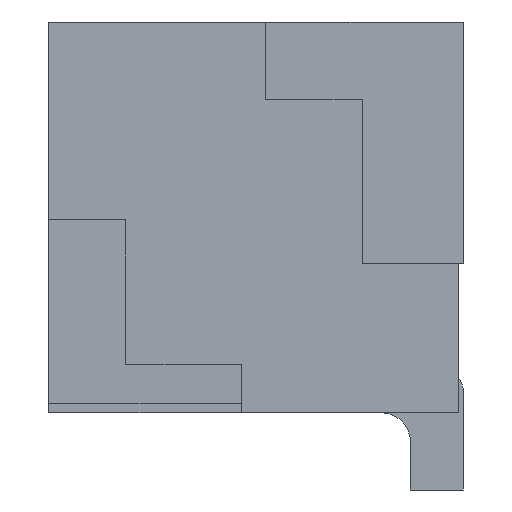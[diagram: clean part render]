
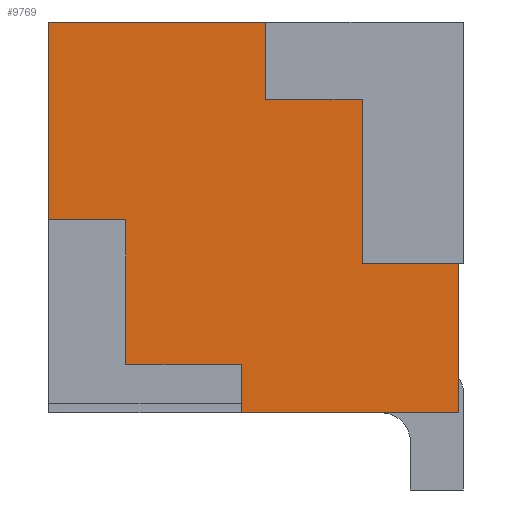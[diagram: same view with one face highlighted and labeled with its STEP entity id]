
A CAD part, left-side view. The second image highlights one B-rep face of the part: STEP entity #9769.
In plain terms, the highlighted planar face has unit normal (-1, 0, 0).
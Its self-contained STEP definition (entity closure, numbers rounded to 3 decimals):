
#9396=CARTESIAN_POINT('',(-8.5,0.0,-2.025));
#9397=VERTEX_POINT('',#9396);
#9404=CARTESIAN_POINT('',(-8.5,2.25,-2.025));
#9405=VERTEX_POINT('',#9404);
#9406=CARTESIAN_POINT('',(-8.5,4.25,-2.025));
#9407=DIRECTION('',(0.0,-1.0,0.0));
#9408=VECTOR('',#9407,1.0);
#9409=LINE('',#9406,#9408);
#9410=EDGE_CURVE('n� 981',#9405,#9397,#9409,.T.);
#9646=CARTESIAN_POINT('',(-8.5,4.25,-0.025));
#9647=VERTEX_POINT('',#9646);
#9654=CARTESIAN_POINT('',(-8.5,4.25,2.025));
#9655=VERTEX_POINT('',#9654);
#9656=CARTESIAN_POINT('',(-8.5,4.25,2.025));
#9657=DIRECTION('',(0.0,0.0,1.0));
#9658=VECTOR('',#9657,1.0);
#9659=LINE('',#9656,#9658);
#9660=EDGE_CURVE('n� 978',#9647,#9655,#9659,.T.);
#9684=CARTESIAN_POINT('',(-8.5,1.0,1.225));
#9685=VERTEX_POINT('',#9684);
#9686=CARTESIAN_POINT('',(-8.5,2.0,1.225));
#9687=VERTEX_POINT('',#9686);
#9688=CARTESIAN_POINT('',(-8.5,2.0,1.225));
#9689=DIRECTION('',(0.0,1.0,0.0));
#9690=VECTOR('',#9689,1.0);
#9691=LINE('',#9688,#9690);
#9692=EDGE_CURVE('n� 2179',#9685,#9687,#9691,.T.);
#9693=ORIENTED_EDGE('',*,*,#9692,.T.);
#9694=CARTESIAN_POINT('',(-8.5,2.0,2.025));
#9695=VERTEX_POINT('',#9694);
#9696=CARTESIAN_POINT('',(-8.5,2.0,2.025));
#9697=DIRECTION('',(0.0,0.0,1.0));
#9698=VECTOR('',#9697,1.0);
#9699=LINE('',#9696,#9698);
#9700=EDGE_CURVE('n� 2176',#9687,#9695,#9699,.T.);
#9701=ORIENTED_EDGE('',*,*,#9700,.T.);
#9702=CARTESIAN_POINT('',(-8.5,4.25,2.025));
#9703=DIRECTION('',(0.0,-1.0,0.0));
#9704=VECTOR('',#9703,1.0);
#9705=LINE('',#9702,#9704);
#9706=EDGE_CURVE('n� 75',#9655,#9695,#9705,.T.);
#9707=ORIENTED_EDGE('',*,*,#9706,.F.);
#9708=ORIENTED_EDGE('',*,*,#9660,.F.);
#9709=CARTESIAN_POINT('',(-8.5,3.45,-0.025));
#9710=VERTEX_POINT('',#9709);
#9711=CARTESIAN_POINT('',(-8.5,3.45,-0.025));
#9712=DIRECTION('',(0.0,1.0,0.0));
#9713=VECTOR('',#9712,1.0);
#9714=LINE('',#9711,#9713);
#9715=EDGE_CURVE('n� 1046',#9710,#9647,#9714,.T.);
#9716=ORIENTED_EDGE('',*,*,#9715,.F.);
#9717=CARTESIAN_POINT('',(-8.5,3.45,-1.525));
#9718=VERTEX_POINT('',#9717);
#9719=CARTESIAN_POINT('',(-8.5,3.45,-1.525));
#9720=DIRECTION('',(0.0,0.0,1.0));
#9721=VECTOR('',#9720,1.0);
#9722=LINE('',#9719,#9721);
#9723=EDGE_CURVE('n� 1061',#9718,#9710,#9722,.T.);
#9724=ORIENTED_EDGE('',*,*,#9723,.F.);
#9725=CARTESIAN_POINT('',(-8.5,2.25,-1.525));
#9726=VERTEX_POINT('',#9725);
#9727=CARTESIAN_POINT('',(-8.5,2.25,-1.525));
#9728=DIRECTION('',(0.0,1.0,0.0));
#9729=VECTOR('',#9728,1.0);
#9730=LINE('',#9727,#9729);
#9731=EDGE_CURVE('n� 1058',#9726,#9718,#9730,.T.);
#9732=ORIENTED_EDGE('',*,*,#9731,.F.);
#9733=CARTESIAN_POINT('',(-8.5,2.25,-2.025));
#9734=DIRECTION('',(0.0,0.0,1.0));
#9735=VECTOR('',#9734,1.0);
#9736=LINE('',#9733,#9735);
#9737=EDGE_CURVE('n� 1055',#9405,#9726,#9736,.T.);
#9738=ORIENTED_EDGE('',*,*,#9737,.F.);
#9739=ORIENTED_EDGE('',*,*,#9410,.T.);
#9740=CARTESIAN_POINT('',(-8.5,0.0,-0.475));
#9741=VERTEX_POINT('',#9740);
#9742=CARTESIAN_POINT('',(-8.5,0.0,2.025));
#9743=DIRECTION('',(0.0,0.0,1.0));
#9744=VECTOR('',#9743,1.0);
#9745=LINE('',#9742,#9744);
#9746=EDGE_CURVE('n� 49',#9397,#9741,#9745,.T.);
#9747=ORIENTED_EDGE('',*,*,#9746,.T.);
#9748=CARTESIAN_POINT('',(-8.5,1.0,-0.475));
#9749=VERTEX_POINT('',#9748);
#9750=CARTESIAN_POINT('',(-8.5,1.0,-0.475));
#9751=DIRECTION('',(0.0,1.0,0.0));
#9752=VECTOR('',#9751,1.0);
#9753=LINE('',#9750,#9752);
#9754=EDGE_CURVE('n� 2185',#9741,#9749,#9753,.T.);
#9755=ORIENTED_EDGE('',*,*,#9754,.T.);
#9756=CARTESIAN_POINT('',(-8.5,1.0,1.225));
#9757=DIRECTION('',(0.0,0.0,1.0));
#9758=VECTOR('',#9757,1.0);
#9759=LINE('',#9756,#9758);
#9760=EDGE_CURVE('n� 2182',#9749,#9685,#9759,.T.);
#9761=ORIENTED_EDGE('',*,*,#9760,.T.);
#9762=EDGE_LOOP('',(
    #9693,#9701,#9707,#9708,#9716,#9724,#9732,#9738,#9739,#9747,
    #9755,#9761));
#9763=FACE_OUTER_BOUND('',#9762,.T.);
#9764=CARTESIAN_POINT('',(-8.5,4.25,2.025));
#9765=DIRECTION('',(1.0,-0.0,0.0));
#9766=DIRECTION('',(0.0,0.0,-1.0));
#9767=AXIS2_PLACEMENT_3D('',#9764,#9765,#9766);
#9768=PLANE('',#9767);
#9769=ADVANCED_FACE('n� 81',(#9763),#9768,.F.);
